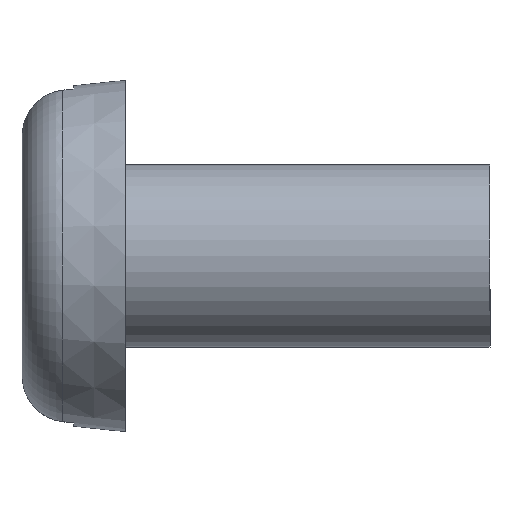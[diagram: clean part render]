
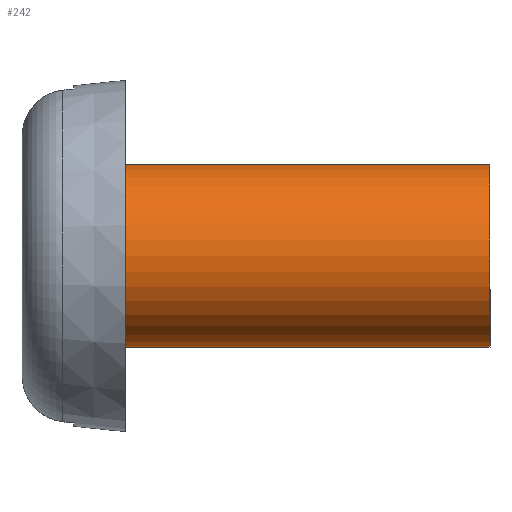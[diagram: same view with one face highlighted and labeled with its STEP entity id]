
A CAD part, top view. The second image highlights one B-rep face of the part: STEP entity #242.
In plain terms, the highlighted cylindrical face has radius 1 mm (diameter 2 mm), a partial arc.
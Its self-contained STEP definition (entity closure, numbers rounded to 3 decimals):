
#3 = CARTESIAN_POINT ( 'NONE',  ( 5.13, 1., 0. ) ) ;
#4 = EDGE_CURVE ( 'NONE', #160, #123, #39, .T. ) ;
#17 = EDGE_LOOP ( 'NONE', ( #91, #343, #434, #371 ) ) ;
#37 = CARTESIAN_POINT ( 'NONE',  ( 0., 0., 0. ) ) ;
#39 = CIRCLE ( 'NONE', #178, 1. ) ;
#64 = CARTESIAN_POINT ( 'NONE',  ( 5.13, 0., 0. ) ) ;
#66 = DIRECTION ( 'NONE',  ( -1., 0., 0. ) ) ;
#70 = DIRECTION ( 'NONE',  ( 0., -1., 0. ) ) ;
#85 = AXIS2_PLACEMENT_3D ( 'NONE', #37, #149, #186 ) ;
#91 = ORIENTED_EDGE ( 'NONE', *, *, #4, .T. ) ;
#109 = EDGE_CURVE ( 'NONE', #160, #124, #132, .T. ) ;
#110 = CYLINDRICAL_SURFACE ( 'NONE', #85, 1. ) ;
#119 = EDGE_CURVE ( 'NONE', #124, #391, #318, .T. ) ;
#120 = VECTOR ( 'NONE', #394, 1000. ) ;
#123 = VERTEX_POINT ( 'NONE', #3 ) ;
#124 = VERTEX_POINT ( 'NONE', #448 ) ;
#132 = LINE ( 'NONE', #240, #401 ) ;
#149 = DIRECTION ( 'NONE',  ( -1., 0., 0. ) ) ;
#160 = VERTEX_POINT ( 'NONE', #350 ) ;
#170 = AXIS2_PLACEMENT_3D ( 'NONE', #380, #171, #382 ) ;
#171 = DIRECTION ( 'NONE',  ( -1., 0., 0. ) ) ;
#178 = AXIS2_PLACEMENT_3D ( 'NONE', #64, #66, #70 ) ;
#186 = DIRECTION ( 'NONE',  ( 0., -1., 0. ) ) ;
#240 = CARTESIAN_POINT ( 'NONE',  ( 0., -1., 0. ) ) ;
#242 = ADVANCED_FACE ( 'NONE', ( #296 ), #110, .T. ) ;
#254 = CARTESIAN_POINT ( 'NONE',  ( 0., 1., 0. ) ) ;
#258 = EDGE_CURVE ( 'NONE', #123, #391, #355, .T. ) ;
#296 = FACE_OUTER_BOUND ( 'NONE', #17, .T. ) ;
#318 = CIRCLE ( 'NONE', #170, 1. ) ;
#343 = ORIENTED_EDGE ( 'NONE', *, *, #258, .T. ) ;
#350 = CARTESIAN_POINT ( 'NONE',  ( 5.13, -1., 0. ) ) ;
#355 = LINE ( 'NONE', #254, #120 ) ;
#370 = CARTESIAN_POINT ( 'NONE',  ( 1.13, 1., 0. ) ) ;
#371 = ORIENTED_EDGE ( 'NONE', *, *, #109, .F. ) ;
#380 = CARTESIAN_POINT ( 'NONE',  ( 1.13, 0., 0. ) ) ;
#382 = DIRECTION ( 'NONE',  ( 0., -1., 0. ) ) ;
#391 = VERTEX_POINT ( 'NONE', #370 ) ;
#394 = DIRECTION ( 'NONE',  ( -1., 0., 0. ) ) ;
#401 = VECTOR ( 'NONE', #417, 1000. ) ;
#417 = DIRECTION ( 'NONE',  ( -1., 0., 0. ) ) ;
#434 = ORIENTED_EDGE ( 'NONE', *, *, #119, .F. ) ;
#448 = CARTESIAN_POINT ( 'NONE',  ( 1.13, -1., 0. ) ) ;
